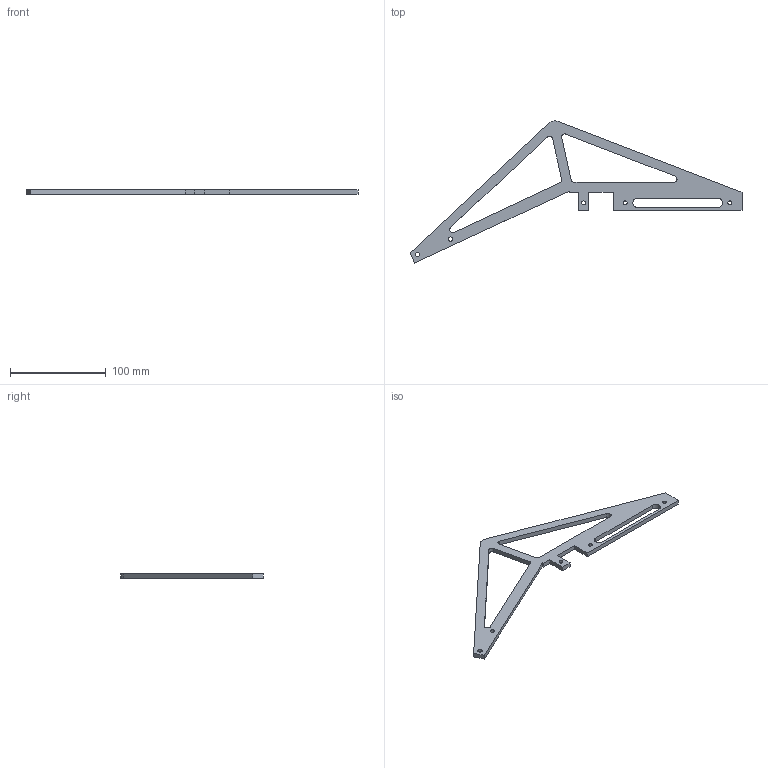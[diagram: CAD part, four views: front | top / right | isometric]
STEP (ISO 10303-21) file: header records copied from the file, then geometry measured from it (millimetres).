
FILE_DESCRIPTION (( 'STEP AP203' ), '1' );
FILE_NAME ('MBTrussPlateSlotted.STEP', '2017-11-12T21:12:43', ( 'Windows User' ), ( '' ), 'SwSTEP 2.0', 'SolidWorks 2017', '' );
FILE_SCHEMA (( 'CONFIG_CONTROL_DESIGN' ));
Length unit declared in the file: inch
Products named in the file (1): MBTrussPlateSlotted
Bounding box: 347.58 x 148.81 x 4.76 mm (x, y, z)
Volume: 46354.4 mm3; surface area: 27786.8 mm2
Topology: 1 solids, 1 shells, 45 faces, 129 edges, 86 vertices
Faces by surface type: plane 23, cylinder 22
Entity records: 1598 total; most frequent: DIRECTION 265, CARTESIAN_POINT 261, ORIENTED_EDGE 258, EDGE_CURVE 129, AXIS2_PLACEMENT_3D 90, VERTEX_POINT 86, LINE 85, VECTOR 85
